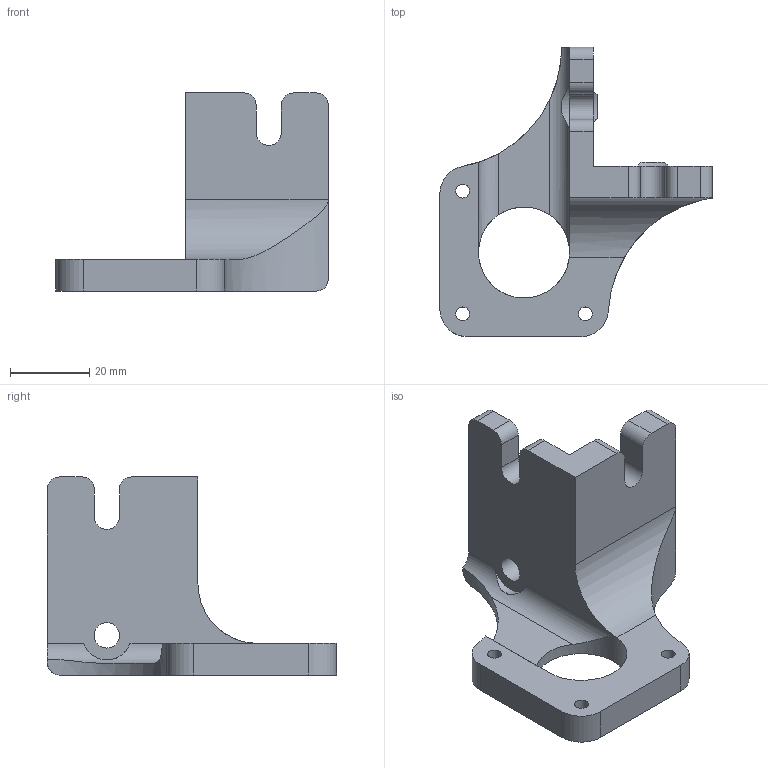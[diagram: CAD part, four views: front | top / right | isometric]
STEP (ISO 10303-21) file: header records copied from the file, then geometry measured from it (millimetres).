
FILE_DESCRIPTION(/* description */ (''),/* implementation_level */ '2;1');
FILE_NAME(/* name */ 'XY Stepper Mount Right outside v7.step',/* time_stamp */ '2020-10-20T11:50:27+02:00',/* author */ (''),/* organization */ (''),/* preprocessor_version */ 'ST-DEVELOPER v18.1',/* originating_system */ 'Autodesk Translation Framework v9.3.0.1241',/* authorisation */ '');
FILE_SCHEMA (('AUTOMOTIVE_DESIGN { 1 0 10303 214 3 1 1 }'));
Length unit declared in the file: millimetre
Products named in the file (1): XY Stepper Mount Right outside
Bounding box: 68.75 x 73 x 50 mm (x, y, z)
Volume: 35012.7 mm3; surface area: 13236.8 mm2
Topology: 1 solids, 1 shells, 56 faces, 160 edges, 106 vertices
Faces by surface type: plane 28, cylinder 24, cone 4
Full cylindrical faces by diameter (mm): 3.5 x3, 6.4 x1, 23 x1
Entity records: 1981 total; most frequent: CARTESIAN_POINT 447, ORIENTED_EDGE 320, DIRECTION 308, EDGE_CURVE 160, AXIS2_PLACEMENT_3D 109, VERTEX_POINT 106, LINE 90, VECTOR 90
